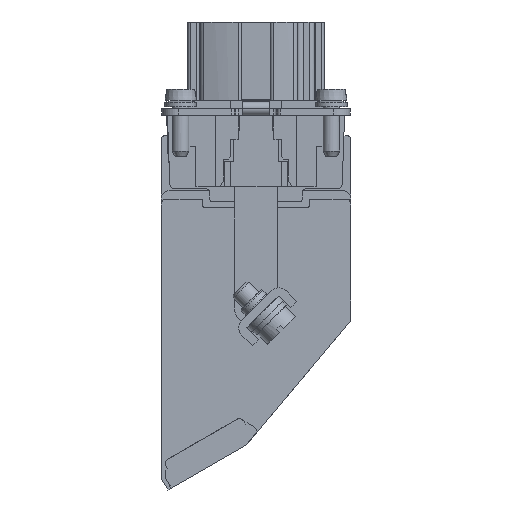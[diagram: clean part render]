
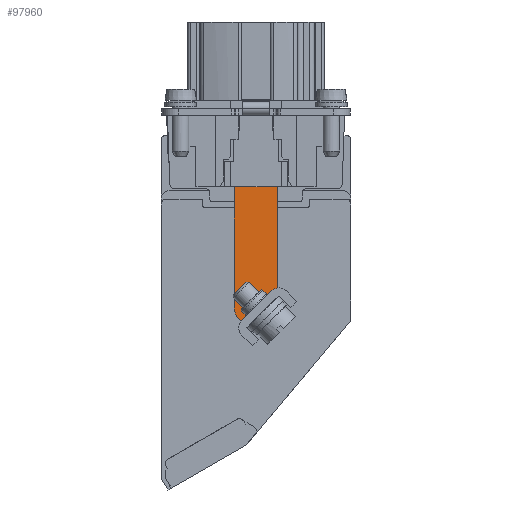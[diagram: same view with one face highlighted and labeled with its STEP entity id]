
A CAD part, front view. The second image highlights one B-rep face of the part: STEP entity #97960.
In plain terms, the highlighted planar face has unit normal (0, -1, 0).
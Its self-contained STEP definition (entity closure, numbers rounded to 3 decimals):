
#97706=AXIS2_PLACEMENT_3D('Circle Axis2P3D',#97704,#97705,$) ;
#97908=AXIS2_PLACEMENT_3D('Circle Axis2P3D',#97906,#97907,$) ;
#97923=AXIS2_PLACEMENT_3D('Plane Axis2P3D',#97920,#97921,#97922) ;
#97927=AXIS2_PLACEMENT_3D('Circle Axis2P3D',#97925,#97926,$) ;
#97652=CARTESIAN_POINT('Vertex',(14.456,9.6,30.29)) ;
#97666=CARTESIAN_POINT('Vertex',(19.83,9.6,35.664)) ;
#97669=CARTESIAN_POINT('Line Origine',(17.143,9.6,32.977)) ;
#97704=CARTESIAN_POINT('Axis2P3D Location',(15.729,9.6,29.017)) ;
#97708=CARTESIAN_POINT('Vertex',(14.365,9.6,30.192)) ;
#97903=CARTESIAN_POINT('Vertex',(20.9,9.6,36.18)) ;
#97906=CARTESIAN_POINT('Axis2P3D Location',(21.103,9.6,34.391)) ;
#97920=CARTESIAN_POINT('Axis2P3D Location',(16.1,9.6,32.64)) ;
#97925=CARTESIAN_POINT('Axis2P3D Location',(16.1,9.6,32.64)) ;
#97929=CARTESIAN_POINT('Vertex',(13.1,9.6,32.64)) ;
#97932=CARTESIAN_POINT('Line Origine',(20.9,9.6,45.24)) ;
#97936=CARTESIAN_POINT('Vertex',(20.9,9.6,54.3)) ;
#97939=CARTESIAN_POINT('Line Origine',(17.,9.6,54.3)) ;
#97943=CARTESIAN_POINT('Vertex',(13.1,9.6,54.3)) ;
#97946=CARTESIAN_POINT('Line Origine',(13.1,9.6,43.47)) ;
#97670=DIRECTION('Vector Direction',(0.707,0.,0.707)) ;
#97705=DIRECTION('Axis2P3D Direction',(-0.,-1.,-0.)) ;
#97907=DIRECTION('Axis2P3D Direction',(-0.,-1.,-0.)) ;
#97921=DIRECTION('Axis2P3D Direction',(-0.,-1.,-0.)) ;
#97922=DIRECTION('Axis2P3D XDirection',(-1.,0.,0.)) ;
#97926=DIRECTION('Axis2P3D Direction',(-0.,-1.,-0.)) ;
#97933=DIRECTION('Vector Direction',(0.,0.,1.)) ;
#97940=DIRECTION('Vector Direction',(1.,0.,0.)) ;
#97947=DIRECTION('Vector Direction',(0.,0.,-1.)) ;
#97671=VECTOR('Line Direction',#97670,1.) ;
#97934=VECTOR('Line Direction',#97933,1.) ;
#97941=VECTOR('Line Direction',#97940,1.) ;
#97948=VECTOR('Line Direction',#97947,1.) ;
#97952=ORIENTED_EDGE('',*,*,#97931,.T.) ;
#97953=ORIENTED_EDGE('',*,*,#97710,.T.) ;
#97954=ORIENTED_EDGE('',*,*,#97673,.T.) ;
#97955=ORIENTED_EDGE('',*,*,#97910,.T.) ;
#97956=ORIENTED_EDGE('',*,*,#97938,.T.) ;
#97957=ORIENTED_EDGE('',*,*,#97945,.F.) ;
#97958=ORIENTED_EDGE('',*,*,#97950,.T.) ;
#97960=ADVANCED_FACE('Standard_1\\_1848630000',(#97959),#97924,.T.) ;
#97707=CIRCLE('generated circle',#97706,1.8) ;
#97909=CIRCLE('generated circle',#97908,1.8) ;
#97928=CIRCLE('generated circle',#97927,3.) ;
#97673=EDGE_CURVE('',#97653,#97667,#97672,.T.) ;
#97710=EDGE_CURVE('',#97709,#97653,#97707,.F.) ;
#97910=EDGE_CURVE('',#97667,#97904,#97909,.F.) ;
#97931=EDGE_CURVE('',#97930,#97709,#97928,.T.) ;
#97938=EDGE_CURVE('',#97904,#97937,#97935,.T.) ;
#97945=EDGE_CURVE('',#97944,#97937,#97942,.T.) ;
#97950=EDGE_CURVE('',#97944,#97930,#97949,.T.) ;
#97951=EDGE_LOOP('',(#97952,#97953,#97954,#97955,#97956,#97957,#97958)) ;
#97959=FACE_OUTER_BOUND('',#97951,.T.) ;
#97672=LINE('Line',#97669,#97671) ;
#97935=LINE('Line',#97932,#97934) ;
#97942=LINE('Line',#97939,#97941) ;
#97949=LINE('Line',#97946,#97948) ;
#97924=PLANE('',#97923) ;
#97653=VERTEX_POINT('',#97652) ;
#97667=VERTEX_POINT('',#97666) ;
#97709=VERTEX_POINT('',#97708) ;
#97904=VERTEX_POINT('',#97903) ;
#97930=VERTEX_POINT('',#97929) ;
#97937=VERTEX_POINT('',#97936) ;
#97944=VERTEX_POINT('',#97943) ;
